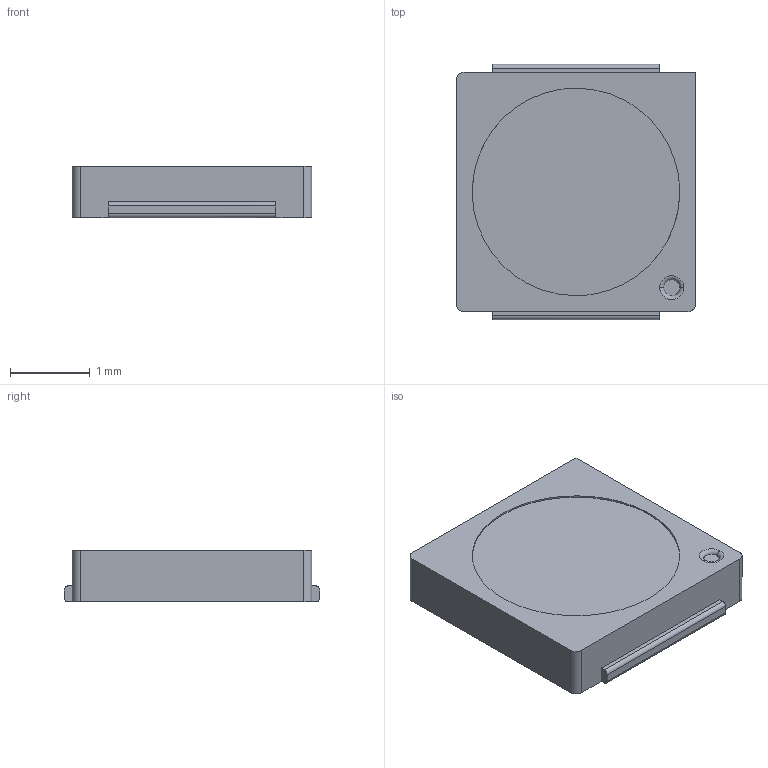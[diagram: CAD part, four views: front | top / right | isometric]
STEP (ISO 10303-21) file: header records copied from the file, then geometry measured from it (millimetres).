
FILE_DESCRIPTION (( 'STEP AP214' ), '1' );
FILE_NAME ('LED3030.STEP', '2020-07-26T20:51:03', ( 'Bee-bee-mama' ), ( '' ), 'SwSTEP 2.0', 'SolidWorks 2018', '' );
FILE_SCHEMA (( 'AUTOMOTIVE_DESIGN' ));
Length unit declared in the file: millimetre
Products named in the file (1): LED3030
Bounding box: 3 x 3.2 x 0.65 mm (x, y, z)
Volume: 5.8 mm3; surface area: 41.9 mm2
Topology: 3 solids, 3 shells, 55 faces, 143 edges, 96 vertices
Faces by surface type: bspline 39, plane 14, torus 2
Entity records: 1746 total; most frequent: CARTESIAN_POINT 763, ORIENTED_EDGE 286, EDGE_CURVE 143, B_SPLINE_CURVE_WITH_KNOTS 101, VERTEX_POINT 96, EDGE_LOOP 57, FACE_OUTER_BOUND 55, ADVANCED_FACE 55
